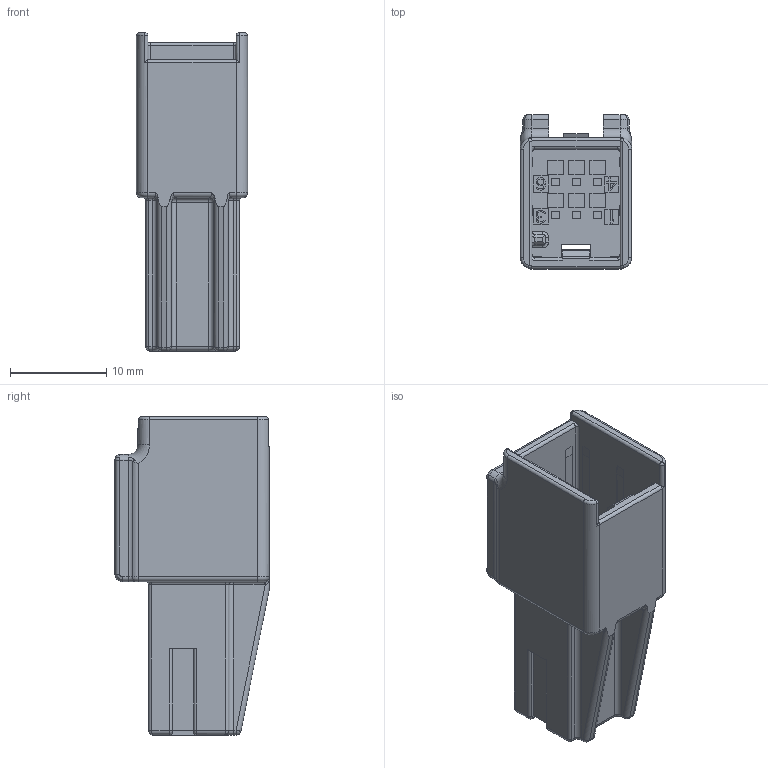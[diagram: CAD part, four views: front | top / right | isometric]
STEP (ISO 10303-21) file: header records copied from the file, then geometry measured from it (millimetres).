
FILE_DESCRIPTION((''),'2;1');
FILE_NAME('025_II_6M_HSG_REV01','2023-01-04T09:05:06',('jhryu'),(''),'CREO PARAMETRIC BY PTC INC, 2017380','CREO PARAMETRIC BY PTC INC, 2017380','');
FILE_SCHEMA(('CONFIG_CONTROL_DESIGN'));
Length unit declared in the file: millimetre
Products named in the file (1): 025_II_6M_HSG_REV01
Bounding box: 11.53 x 15.97 x 33 mm (x, y, z)
Volume: 2547.2 mm3; surface area: 2720.4 mm2
Topology: 1 solids, 1 shells, 918 faces, 2421 edges, 1552 vertices
Faces by surface type: plane 681, cylinder 159, torus 34, bspline 20, sphere 18, cone 6
Entity records: 28777 total; most frequent: CARTESIAN_POINT 6071, ORIENTED_EDGE 4838, DIRECTION 4443, EDGE_CURVE 2419, VECTOR 2027, LINE 2027, VERTEX_POINT 1552, AXIS2_PLACEMENT_3D 1208
